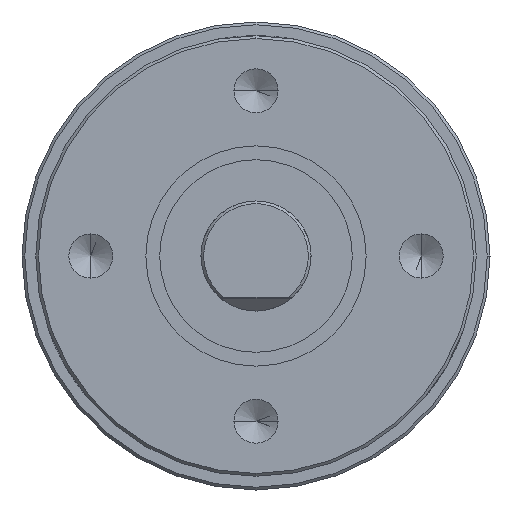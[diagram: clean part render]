
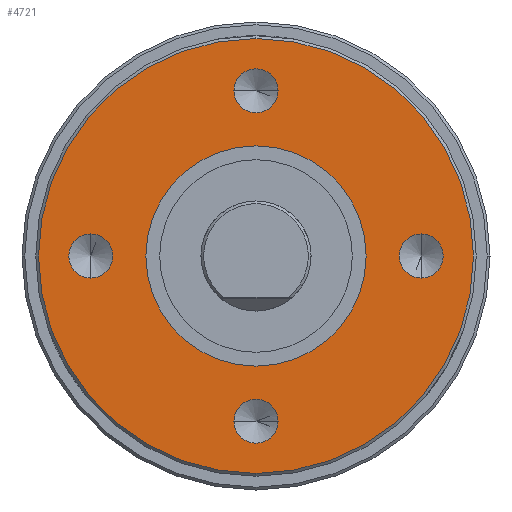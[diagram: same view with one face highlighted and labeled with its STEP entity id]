
A CAD part, left-side view. The second image highlights one B-rep face of the part: STEP entity #4721.
In plain terms, the highlighted planar face has unit normal (-1, 0, 0).
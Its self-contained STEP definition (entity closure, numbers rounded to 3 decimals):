
#981=CARTESIAN_POINT('',(-16.,0.,0.));
#982=DIRECTION('',(-1.,0.,0.));
#983=DIRECTION('',(0.,0.,-1.));
#984=AXIS2_PLACEMENT_3D('',#981,#982,#983);
#986=CARTESIAN_POINT('',(-16.,0.,0.));
#987=DIRECTION('',(-1.,0.,0.));
#988=DIRECTION('',(0.,0.,1.));
#989=AXIS2_PLACEMENT_3D('',#986,#987,#988);
#991=CARTESIAN_POINT('',(-16.,-6.,0.));
#992=DIRECTION('',(-1.,0.,0.));
#993=DIRECTION('',(0.,0.,-1.));
#994=AXIS2_PLACEMENT_3D('',#991,#992,#993);
#996=CARTESIAN_POINT('',(-16.,-6.,0.));
#997=DIRECTION('',(-1.,0.,0.));
#998=DIRECTION('',(0.,0.,1.));
#999=AXIS2_PLACEMENT_3D('',#996,#997,#998);
#1001=CARTESIAN_POINT('',(-16.,0.,-6.));
#1002=DIRECTION('',(-1.,0.,0.));
#1003=DIRECTION('',(0.,1.,0.));
#1004=AXIS2_PLACEMENT_3D('',#1001,#1002,#1003);
#1006=CARTESIAN_POINT('',(-16.,0.,-6.));
#1007=DIRECTION('',(-1.,0.,0.));
#1008=DIRECTION('',(0.,-1.,0.));
#1009=AXIS2_PLACEMENT_3D('',#1006,#1007,#1008);
#1011=CARTESIAN_POINT('',(-16.,6.,0.));
#1012=DIRECTION('',(-1.,0.,0.));
#1013=DIRECTION('',(0.,0.,1.));
#1014=AXIS2_PLACEMENT_3D('',#1011,#1012,#1013);
#1016=CARTESIAN_POINT('',(-16.,6.,0.));
#1017=DIRECTION('',(-1.,0.,0.));
#1018=DIRECTION('',(0.,0.,-1.));
#1019=AXIS2_PLACEMENT_3D('',#1016,#1017,#1018);
#1021=CARTESIAN_POINT('',(-16.,0.,6.));
#1022=DIRECTION('',(-1.,0.,0.));
#1023=DIRECTION('',(0.,-1.,0.));
#1024=AXIS2_PLACEMENT_3D('',#1021,#1022,#1023);
#1026=CARTESIAN_POINT('',(-16.,0.,6.));
#1027=DIRECTION('',(-1.,0.,0.));
#1028=DIRECTION('',(0.,1.,0.));
#1029=AXIS2_PLACEMENT_3D('',#1026,#1027,#1028);
#1043=CARTESIAN_POINT('',(-16.,0.,0.));
#1044=DIRECTION('',(-1.,0.,0.));
#1045=DIRECTION('',(0.,0.,-1.));
#1046=AXIS2_PLACEMENT_3D('',#1043,#1044,#1045);
#1048=CARTESIAN_POINT('',(-16.,0.,0.));
#1049=DIRECTION('',(1.,0.,0.));
#1050=DIRECTION('',(0.,0.,-1.));
#1051=AXIS2_PLACEMENT_3D('',#1048,#1049,#1050);
#3372=CARTESIAN_POINT('',(-16.,0.,-4.));
#3374=VERTEX_POINT('',#3372);
#3380=CARTESIAN_POINT('',(-16.,0.,4.));
#3382=VERTEX_POINT('',#3380);
#3400=CARTESIAN_POINT('',(-16.,-6.,-0.8));
#3401=CARTESIAN_POINT('',(-16.,-6.,0.8));
#3402=VERTEX_POINT('',#3400);
#3403=VERTEX_POINT('',#3401);
#3410=CARTESIAN_POINT('',(-16.,0.8,-6.));
#3411=CARTESIAN_POINT('',(-16.,-0.8,-6.));
#3412=VERTEX_POINT('',#3410);
#3413=VERTEX_POINT('',#3411);
#3420=CARTESIAN_POINT('',(-16.,6.,0.8));
#3421=CARTESIAN_POINT('',(-16.,6.,-0.8));
#3422=VERTEX_POINT('',#3420);
#3423=VERTEX_POINT('',#3421);
#3430=CARTESIAN_POINT('',(-16.,-0.8,6.));
#3431=CARTESIAN_POINT('',(-16.,0.8,6.));
#3432=VERTEX_POINT('',#3430);
#3433=VERTEX_POINT('',#3431);
#3458=CARTESIAN_POINT('',(-16.,0.,-7.9));
#3459=CARTESIAN_POINT('',(-16.,0.,7.9));
#3460=VERTEX_POINT('',#3458);
#3461=VERTEX_POINT('',#3459);
#4681=CARTESIAN_POINT('',(-16.,0.,0.));
#4682=DIRECTION('',(1.,0.,0.));
#4683=DIRECTION('',(0.,0.,1.));
#4684=AXIS2_PLACEMENT_3D('',#4681,#4682,#4683);
#4685=PLANE('',#4684);
#4686=ORIENTED_EDGE('',*,*,#4671,.F.);
#4688=ORIENTED_EDGE('',*,*,#4687,.F.);
#4689=EDGE_LOOP('',(#4686,#4688));
#4690=FACE_OUTER_BOUND('',#4689,.F.);
#4692=ORIENTED_EDGE('',*,*,#4691,.T.);
#4694=ORIENTED_EDGE('',*,*,#4693,.F.);
#4695=EDGE_LOOP('',(#4692,#4694));
#4696=FACE_BOUND('',#4695,.F.);
#4698=ORIENTED_EDGE('',*,*,#4697,.T.);
#4700=ORIENTED_EDGE('',*,*,#4699,.T.);
#4701=EDGE_LOOP('',(#4698,#4700));
#4702=FACE_BOUND('',#4701,.F.);
#4704=ORIENTED_EDGE('',*,*,#4703,.T.);
#4706=ORIENTED_EDGE('',*,*,#4705,.T.);
#4707=EDGE_LOOP('',(#4704,#4706));
#4708=FACE_BOUND('',#4707,.F.);
#4710=ORIENTED_EDGE('',*,*,#4709,.T.);
#4712=ORIENTED_EDGE('',*,*,#4711,.T.);
#4713=EDGE_LOOP('',(#4710,#4712));
#4714=FACE_BOUND('',#4713,.F.);
#4716=ORIENTED_EDGE('',*,*,#4715,.T.);
#4718=ORIENTED_EDGE('',*,*,#4717,.T.);
#4719=EDGE_LOOP('',(#4716,#4718));
#4720=FACE_BOUND('',#4719,.F.);
#4721=ADVANCED_FACE('',(#4690,#4696,#4702,#4708,#4714,#4720),#4685,.F.);
#985=CIRCLE('',#984,7.9);
#990=CIRCLE('',#989,7.9);
#995=CIRCLE('',#994,0.8);
#1000=CIRCLE('',#999,0.8);
#1005=CIRCLE('',#1004,0.8);
#1010=CIRCLE('',#1009,0.8);
#1015=CIRCLE('',#1014,0.8);
#1020=CIRCLE('',#1019,0.8);
#1025=CIRCLE('',#1024,0.8);
#1030=CIRCLE('',#1029,0.8);
#1047=CIRCLE('',#1046,4.);
#1052=CIRCLE('',#1051,4.);
#4671=EDGE_CURVE('',#3460,#3461,#985,.T.);
#4687=EDGE_CURVE('',#3461,#3460,#990,.T.);
#4691=EDGE_CURVE('',#3374,#3382,#1047,.T.);
#4693=EDGE_CURVE('',#3374,#3382,#1052,.T.);
#4697=EDGE_CURVE('',#3402,#3403,#995,.T.);
#4699=EDGE_CURVE('',#3403,#3402,#1000,.T.);
#4703=EDGE_CURVE('',#3412,#3413,#1005,.T.);
#4705=EDGE_CURVE('',#3413,#3412,#1010,.T.);
#4709=EDGE_CURVE('',#3422,#3423,#1015,.T.);
#4711=EDGE_CURVE('',#3423,#3422,#1020,.T.);
#4715=EDGE_CURVE('',#3432,#3433,#1025,.T.);
#4717=EDGE_CURVE('',#3433,#3432,#1030,.T.);
